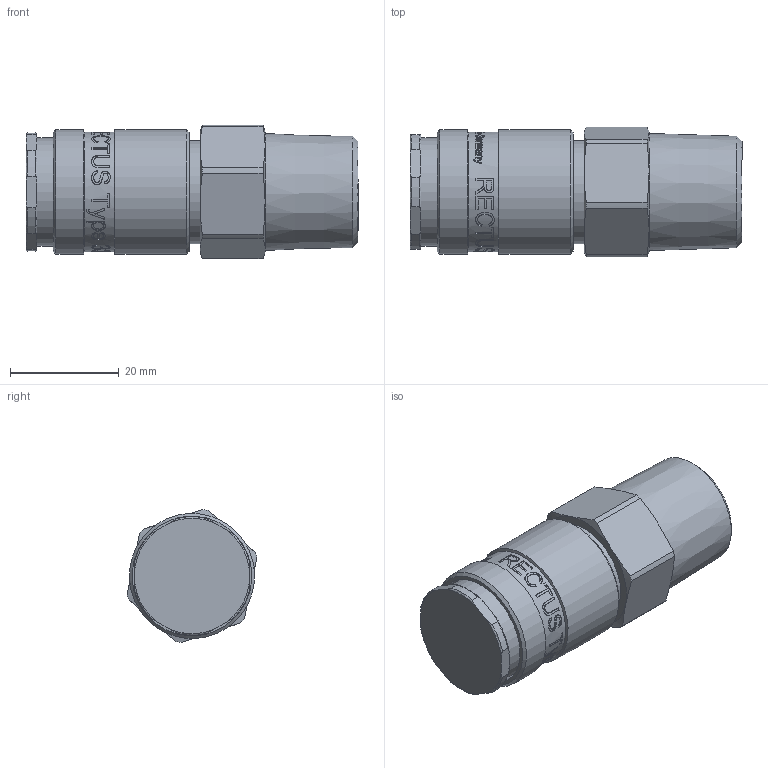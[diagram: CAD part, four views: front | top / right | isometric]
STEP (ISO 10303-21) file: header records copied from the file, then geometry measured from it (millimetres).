
FILE_DESCRIPTION((''),'2;1');
FILE_NAME('33kaak21spn.stp','2013-07-24T17:12:54',('AS035480'),(''),'Autodesk Inventor 2013','Autodesk Inventor 2013','');
FILE_SCHEMA(('AUTOMOTIVE_DESIGN { 1 0 10303 214 1 1 1 1 }'));
Length unit declared in the file: millimetre
Products named in the file (1): D107416
Bounding box: 61 x 23.84 x 24.5 mm (x, y, z)
Volume: 22031.4 mm3; surface area: 8761.7 mm2
Topology: 2 solids, 3 shells, 517 faces, 1374 edges, 910 vertices
Faces by surface type: bspline 232, plane 181, cylinder 69, cone 23, torus 12
Full cylindrical faces by diameter (mm): 15.517 x1, 15.6 x1, 16 x1, 16.25 x1, 17.75 x1, 18.3 x1, 18.95 x1, 19.35 x1, 19.9 x1, 20.7 x1, 22 x1, 23 x2
Entity records: 73271 total; most frequent: CARTESIAN_POINT 61918, ORIENTED_EDGE 2670, DIRECTION 1407, EDGE_CURVE 1335, VERTEX_POINT 902, B_SPLINE_CURVE_WITH_KNOTS 649, EDGE_LOOP 599, FACE_OUTER_BOUND 517
